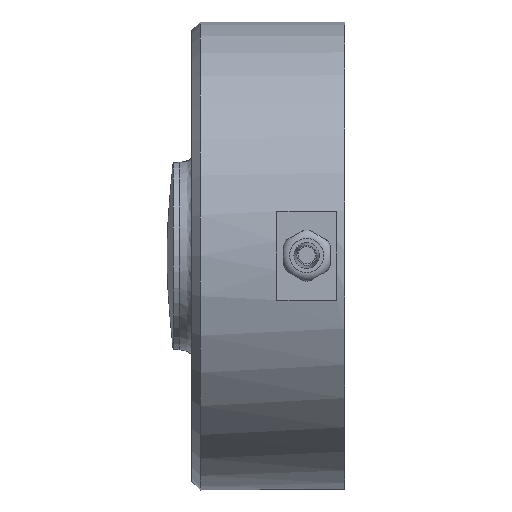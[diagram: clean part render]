
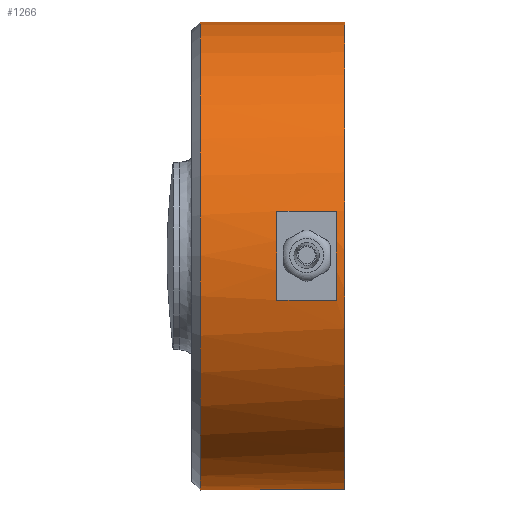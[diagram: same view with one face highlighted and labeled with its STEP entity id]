
A CAD part, top view. The second image highlights one B-rep face of the part: STEP entity #1266.
In plain terms, the highlighted cylindrical face has radius 55 mm (diameter 110 mm), a full revolution.
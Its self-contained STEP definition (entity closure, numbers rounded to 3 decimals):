
#1179=CARTESIAN_POINT('',(8.,55.0,0.));
#1180=VERTEX_POINT('',#1179);
#1181=CARTESIAN_POINT('',(8.,0.0,0.0));
#1182=DIRECTION('',(-1.0,0.0,0.0));
#1183=DIRECTION('',(0.0,-1.0,0.0));
#1184=AXIS2_PLACEMENT_3D('',#1181,#1182,#1183);
#1185=CIRCLE('',#1184,55.0);
#1186=EDGE_CURVE('',#1180,#1180,#1185,.T.);
#1211=CARTESIAN_POINT('',(24.0,0.0,0.0));
#1212=DIRECTION('',(1.0,0.0,0.0));
#1213=DIRECTION('',(0.0,1.0,0.0));
#1214=AXIS2_PLACEMENT_3D('',#1211,#1212,#1213);
#1215=CYLINDRICAL_SURFACE('',#1214,55.0);
#1216=CARTESIAN_POINT('',(42.0,10.44,54.0));
#1217=VERTEX_POINT('',#1216);
#1218=CARTESIAN_POINT('',(42.0,0.0,0.0));
#1219=DIRECTION('',(1.0,0.0,0.0));
#1220=DIRECTION('',(0.0,1.0,0.0));
#1221=AXIS2_PLACEMENT_3D('',#1218,#1219,#1220);
#1222=CIRCLE('',#1221,55.0);
#1223=EDGE_CURVE('',#1217,#1217,#1222,.T.);
#1224=ORIENTED_EDGE('',*,*,#1223,.F.);
#1225=EDGE_LOOP('',(#1224));
#1226=FACE_OUTER_BOUND('',#1225,.T.);
#1227=CARTESIAN_POINT('',(40.,-10.44,54.0));
#1228=VERTEX_POINT('',#1227);
#1229=CARTESIAN_POINT('',(26.,-10.44,54.0));
#1230=VERTEX_POINT('',#1229);
#1231=CARTESIAN_POINT('',(40.,-10.44,54.0));
#1232=DIRECTION('',(-1.0,0.0,0.0));
#1233=VECTOR('',#1232,14.0);
#1234=LINE('',#1231,#1233);
#1235=EDGE_CURVE('',#1228,#1230,#1234,.T.);
#1236=ORIENTED_EDGE('',*,*,#1235,.T.);
#1237=CARTESIAN_POINT('',(26.,10.44,54.0));
#1238=VERTEX_POINT('',#1237);
#1239=CARTESIAN_POINT('',(26.,0.0,0.0));
#1240=DIRECTION('',(-1.0,0.0,0.0));
#1241=DIRECTION('',(0.0,1.0,0.0));
#1242=AXIS2_PLACEMENT_3D('',#1239,#1240,#1241);
#1243=CIRCLE('',#1242,55.0);
#1244=EDGE_CURVE('',#1230,#1238,#1243,.T.);
#1245=ORIENTED_EDGE('',*,*,#1244,.T.);
#1246=CARTESIAN_POINT('',(40.,10.44,54.0));
#1247=VERTEX_POINT('',#1246);
#1248=CARTESIAN_POINT('',(26.,10.44,54.0));
#1249=DIRECTION('',(1.0,0.0,0.0));
#1250=VECTOR('',#1249,14.0);
#1251=LINE('',#1248,#1250);
#1252=EDGE_CURVE('',#1238,#1247,#1251,.T.);
#1253=ORIENTED_EDGE('',*,*,#1252,.T.);
#1254=CARTESIAN_POINT('',(40.0,0.0,0.0));
#1255=DIRECTION('',(1.0,0.0,0.0));
#1256=DIRECTION('',(0.0,0.0,1.0));
#1257=AXIS2_PLACEMENT_3D('',#1254,#1255,#1256);
#1258=CIRCLE('',#1257,55.0);
#1259=EDGE_CURVE('',#1247,#1228,#1258,.T.);
#1260=ORIENTED_EDGE('',*,*,#1259,.T.);
#1261=EDGE_LOOP('',(#1236,#1245,#1253,#1260));
#1262=FACE_BOUND('',#1261,.T.);
#1263=ORIENTED_EDGE('',*,*,#1186,.F.);
#1264=EDGE_LOOP('',(#1263));
#1265=FACE_BOUND('',#1264,.T.);
#1266=ADVANCED_FACE('',(#1226,#1262,#1265),#1215,.T.);
